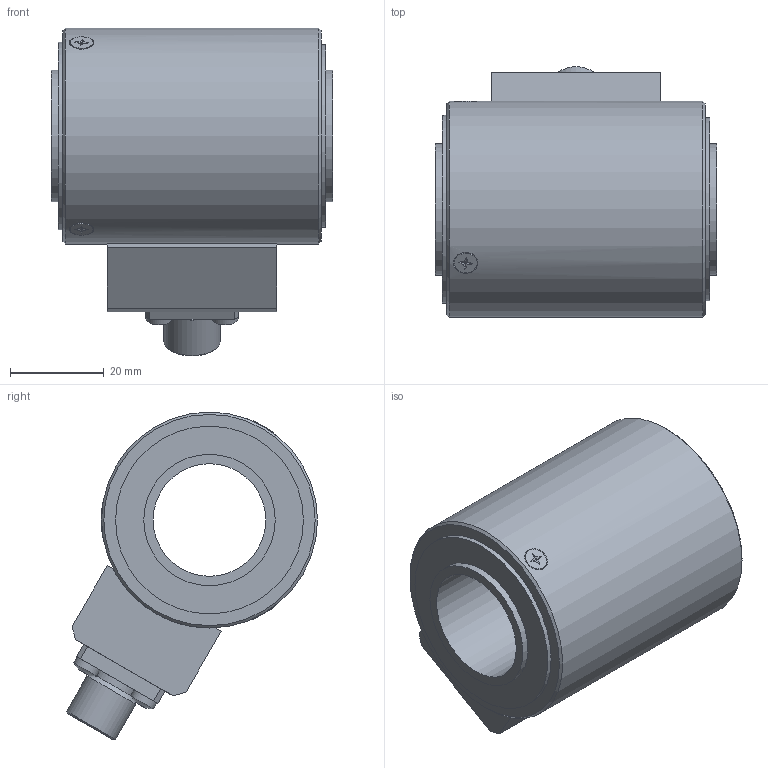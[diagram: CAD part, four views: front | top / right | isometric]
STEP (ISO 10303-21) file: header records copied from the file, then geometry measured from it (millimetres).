
FILE_DESCRIPTION(/* description */ (''),/* implementation_level */ '2;1');
FILE_NAME(/* name */ 'EMS140-50kN - komplet.stp',/* time_stamp */ '2026-01-26T12:01:26+01:00',/* author */ ('Roman Zubák'),/* organization */ (''),/* preprocessor_version */ 'ST-DEVELOPER v20',/* originating_system */ 'Autodesk Inventor 2024',/* authorisation */ '');
FILE_SCHEMA (('AUTOMOTIVE_DESIGN { 1 0 10303 214 3 1 1 }'));
Length unit declared in the file: millimetre
Products named in the file (10): EMS140-50kN - komplet; EMS140-50kN - teleso; EMS140-50kN - kryt zostava; EMS123-50kN-002-R00 - kryt A; EMS123-50kN-003-R00 - kryt B; Z - elektro; Z - konektor; Z - skrutka M3 - A; Z - skrutka M3 - 16; Z - skrutka M3 - 6
Assembly tree (15 placements, depth 3):
  EMS140-50kN - komplet
    EMS140-50kN - teleso
    EMS140-50kN - kryt zostava
      EMS123-50kN-002-R00 - kryt A
      EMS123-50kN-003-R00 - kryt B
      Z - elektro
      Z - konektor
    Z - skrutka M3 - A  x4
    Z - skrutka M3 - 16  x2
    Z - skrutka M3 - 6  x3
Bounding box: 60 x 53.45 x 69.84 mm (x, y, z)
Volume: 79129.5 mm3; surface area: 38551.6 mm2
Topology: 14 solids, 14 shells, 222 faces, 459 edges, 299 vertices
Faces by surface type: plane 132, cylinder 58, cone 16, sphere 8, torus 5, bspline 3
Full cylindrical faces by diameter (mm): 1.5 x4, 2.459 x9, 3 x9, 3.2 x9, 4.9 x5, 5.6 x4, 10 x2, 12 x2, 13 x2, 20 x1, 24 x2, 28 x2, 37 x1, 39 x2, 40 x2, 46 x1
Entity records: 5139 total; most frequent: CARTESIAN_POINT 1626, DIRECTION 674, ORIENTED_EDGE 580, EDGE_CURVE 290, AXIS2_PLACEMENT_3D 260, EDGE_LOOP 196, VERTEX_POINT 194, LINE 154
